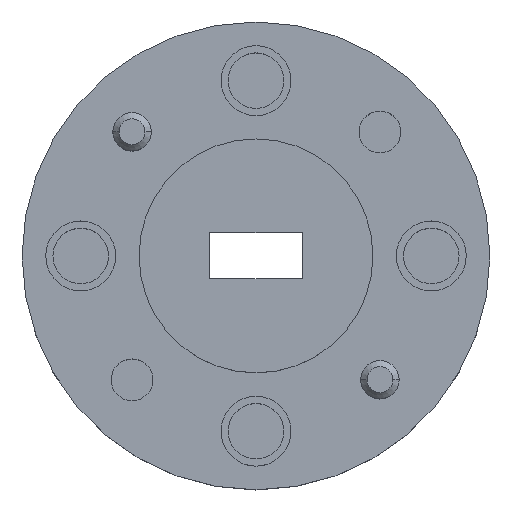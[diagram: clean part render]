
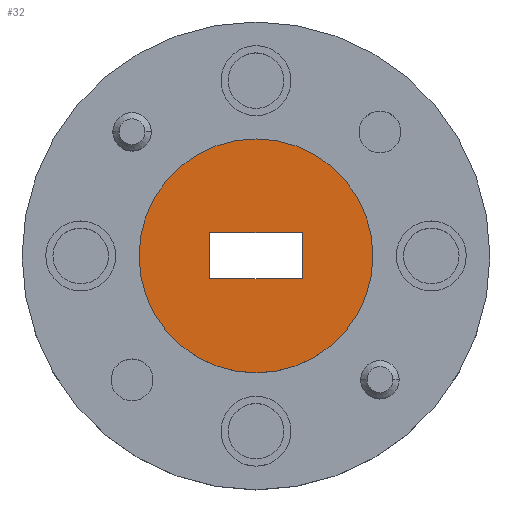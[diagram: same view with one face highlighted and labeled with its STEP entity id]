
A CAD part, top view. The second image highlights one B-rep face of the part: STEP entity #32.
In plain terms, the highlighted planar face has unit normal (0, 0, 1).
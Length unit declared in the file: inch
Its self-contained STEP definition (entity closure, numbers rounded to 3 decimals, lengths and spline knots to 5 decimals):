
#8 = VECTOR ( 'NONE', #1062, 39.37008 ) ;
#32 = ADVANCED_FACE ( 'NONE', ( #1529, #1148 ), #143, .T. ) ;
#102 = VERTEX_POINT ( 'NONE', #1804 ) ;
#112 = LINE ( 'NONE', #1146, #797 ) ;
#143 = PLANE ( 'NONE',  #2264 ) ;
#192 = CARTESIAN_POINT ( 'NONE',  ( -0.074, -0.037, 0.037 ) ) ;
#229 = DIRECTION ( 'NONE',  ( 1., 0., 0. ) ) ;
#247 = CARTESIAN_POINT ( 'NONE',  ( -0.074, -0.037, 0.037 ) ) ;
#272 = EDGE_CURVE ( 'NONE', #1318, #1102, #1264, .T. ) ;
#441 = EDGE_CURVE ( 'NONE', #1912, #102, #112, .T. ) ;
#459 = DIRECTION ( 'NONE',  ( 0., 0., 1. ) ) ;
#468 = EDGE_LOOP ( 'NONE', ( #2558, #1157 ) ) ;
#571 = LINE ( 'NONE', #581, #1708 ) ;
#575 = ORIENTED_EDGE ( 'NONE', *, *, #2506, .F. ) ;
#581 = CARTESIAN_POINT ( 'NONE',  ( -0.074, 0.037, 0.037 ) ) ;
#592 = VECTOR ( 'NONE', #229, 39.37008 ) ;
#664 = VERTEX_POINT ( 'NONE', #1720 ) ;
#780 = EDGE_LOOP ( 'NONE', ( #2570, #575, #2578, #2362 ) ) ;
#797 = VECTOR ( 'NONE', #2193, 39.37008 ) ;
#996 = CARTESIAN_POINT ( 'NONE',  ( -0.074, 0.037, 0.037 ) ) ;
#999 = EDGE_CURVE ( 'NONE', #1479, #664, #2097, .T. ) ;
#1054 = EDGE_CURVE ( 'NONE', #664, #1479, #2304, .T. ) ;
#1062 = DIRECTION ( 'NONE',  ( 0., -1., 0. ) ) ;
#1063 = AXIS2_PLACEMENT_3D ( 'NONE', #2542, #459, #2508 ) ;
#1102 = VERTEX_POINT ( 'NONE', #1345 ) ;
#1146 = CARTESIAN_POINT ( 'NONE',  ( 0.074, -0.037, 0.037 ) ) ;
#1148 = FACE_OUTER_BOUND ( 'NONE', #468, .T. ) ;
#1157 = ORIENTED_EDGE ( 'NONE', *, *, #1054, .T. ) ;
#1197 = AXIS2_PLACEMENT_3D ( 'NONE', #1530, #2087, #1516 ) ;
#1264 = LINE ( 'NONE', #247, #8 ) ;
#1318 = VERTEX_POINT ( 'NONE', #996 ) ;
#1344 = DIRECTION ( 'NONE',  ( 1., 0., 0. ) ) ;
#1345 = CARTESIAN_POINT ( 'NONE',  ( -0.074, -0.037, 0.037 ) ) ;
#1479 = VERTEX_POINT ( 'NONE', #2486 ) ;
#1496 = CARTESIAN_POINT ( 'NONE',  ( 0.074, -0.037, 0.037 ) ) ;
#1516 = DIRECTION ( 'NONE',  ( 1., 0., 0. ) ) ;
#1529 = FACE_BOUND ( 'NONE', #780, .T. ) ;
#1530 = CARTESIAN_POINT ( 'NONE',  ( 0., 0., 0.037 ) ) ;
#1603 = EDGE_CURVE ( 'NONE', #102, #1318, #571, .T. ) ;
#1708 = VECTOR ( 'NONE', #2194, 39.37008 ) ;
#1720 = CARTESIAN_POINT ( 'NONE',  ( 0.1875, 0., 0.037 ) ) ;
#1804 = CARTESIAN_POINT ( 'NONE',  ( 0.074, 0.037, 0.037 ) ) ;
#1912 = VERTEX_POINT ( 'NONE', #1496 ) ;
#2067 = LINE ( 'NONE', #192, #592 ) ;
#2087 = DIRECTION ( 'NONE',  ( 0., 0., 1. ) ) ;
#2097 = CIRCLE ( 'NONE', #1063, 0.1875 ) ;
#2193 = DIRECTION ( 'NONE',  ( 0., 1., 0. ) ) ;
#2194 = DIRECTION ( 'NONE',  ( -1., 0., 0. ) ) ;
#2195 = CARTESIAN_POINT ( 'NONE',  ( 0., 0., 0.037 ) ) ;
#2264 = AXIS2_PLACEMENT_3D ( 'NONE', #2195, #2587, #1344 ) ;
#2304 = CIRCLE ( 'NONE', #1197, 0.1875 ) ;
#2362 = ORIENTED_EDGE ( 'NONE', *, *, #1603, .F. ) ;
#2486 = CARTESIAN_POINT ( 'NONE',  ( -0.1875, 0., 0.037 ) ) ;
#2506 = EDGE_CURVE ( 'NONE', #1102, #1912, #2067, .T. ) ;
#2508 = DIRECTION ( 'NONE',  ( 1., 0., 0. ) ) ;
#2542 = CARTESIAN_POINT ( 'NONE',  ( 0., 0., 0.037 ) ) ;
#2558 = ORIENTED_EDGE ( 'NONE', *, *, #999, .T. ) ;
#2570 = ORIENTED_EDGE ( 'NONE', *, *, #441, .F. ) ;
#2578 = ORIENTED_EDGE ( 'NONE', *, *, #272, .F. ) ;
#2587 = DIRECTION ( 'NONE',  ( 0., 0., 1. ) ) ;
